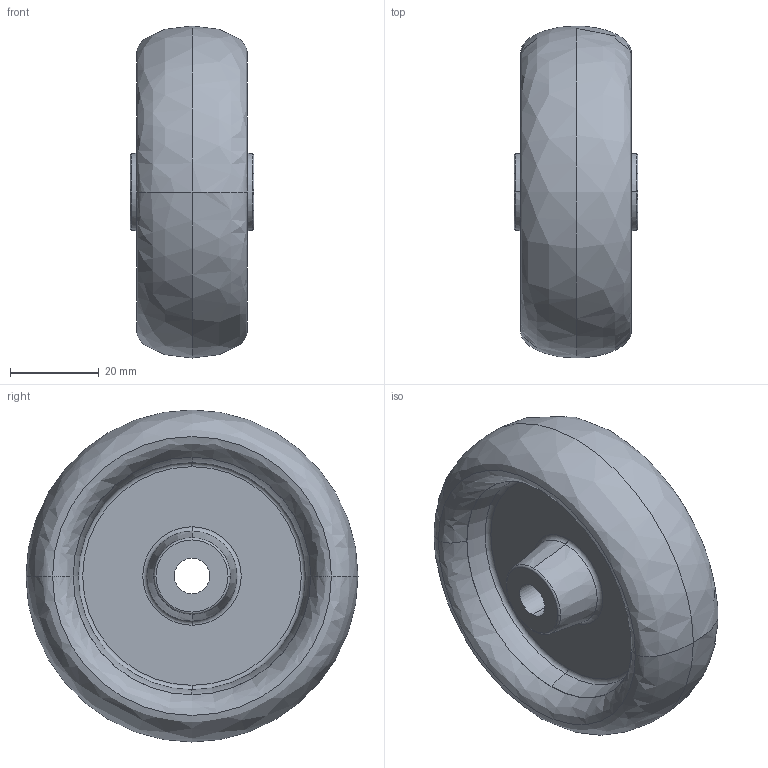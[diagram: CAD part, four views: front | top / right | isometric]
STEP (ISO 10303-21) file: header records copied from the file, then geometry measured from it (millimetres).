
FILE_DESCRIPTION (( 'STEP AP214' ), '1' );
FILE_NAME ('0022486.step', '2022-05-20T09:45:09', ( '' ), ( '' ), 'SwSTEP 2.0', 'SolidWorks 2020', '' );
FILE_SCHEMA (( 'AUTOMOTIVE_DESIGN' ));
Length unit declared in the file: millimetre
Products named in the file (1): 0022486
Bounding box: 28 x 75 x 75 mm (x, y, z)
Volume: 62011.6 mm3; surface area: 29856.5 mm2
Topology: 2 solids, 2 shells, 62 faces, 128 edges, 74 vertices
Faces by surface type: torus 32, cone 12, bspline 8, plane 8, cylinder 2
Entity records: 1805 total; most frequent: CARTESIAN_POINT 409, DIRECTION 336, ORIENTED_EDGE 256, AXIS2_PLACEMENT_3D 161, EDGE_CURVE 128, CIRCLE 106, VERTEX_POINT 74, EDGE_LOOP 70
